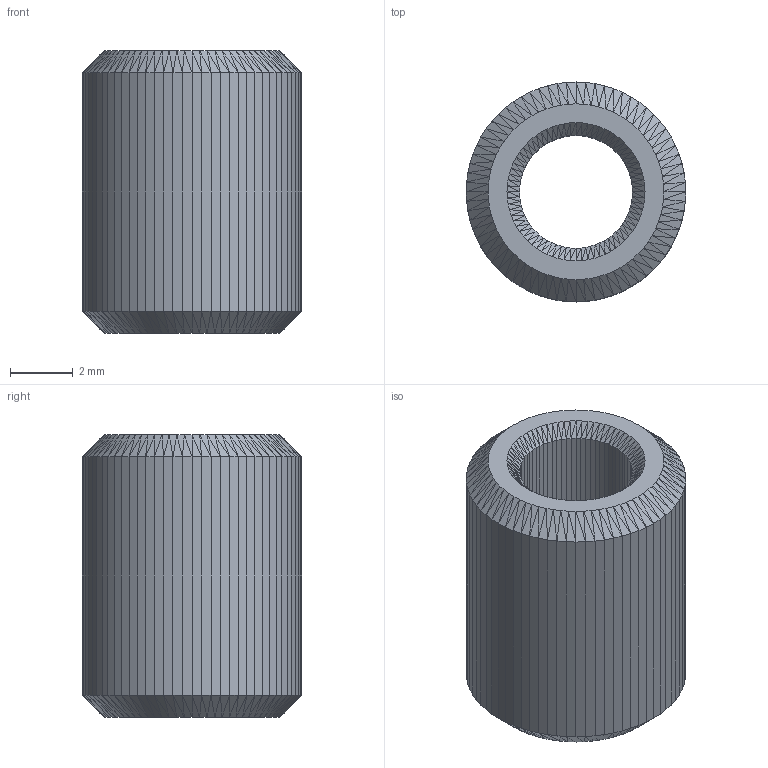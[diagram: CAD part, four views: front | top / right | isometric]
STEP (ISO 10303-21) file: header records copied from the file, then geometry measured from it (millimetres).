
FILE_DESCRIPTION(('FreeCAD Model'),'2;1');
FILE_NAME('./VORON-0/STLs/VORON0.0/[a]_9mm_Printed_Spacer_x6.step', '2020-04-30T21:57:08',('FreeCAD'),('FreeCAD'), 'Open CASCADE STEP processor 7.3','FreeCAD','Unknown');
FILE_SCHEMA(('AUTOMOTIVE_DESIGN { 1 0 10303 214 1 1 1 1 }'));
Length unit declared in the file: millimetre
Products named in the file (1): Open CASCADE STEP translator 7.3 1
Bounding box: 7 x 7 x 9 mm (x, y, z)
Surface area: 332 mm2 (no closed solid volume)
Topology: 0 solids, 1 shells, 722 faces, 1296 edges, 576 vertices
Faces by surface type: plane 722
Entity records: 16022 total; most frequent: DIRECTION 2742, CARTESIAN_POINT 2595, ORIENTED_EDGE 2592, EDGE_CURVE 1296, LINE 1296, VECTOR 1296, FACE_BOUND 724, EDGE_LOOP 724
